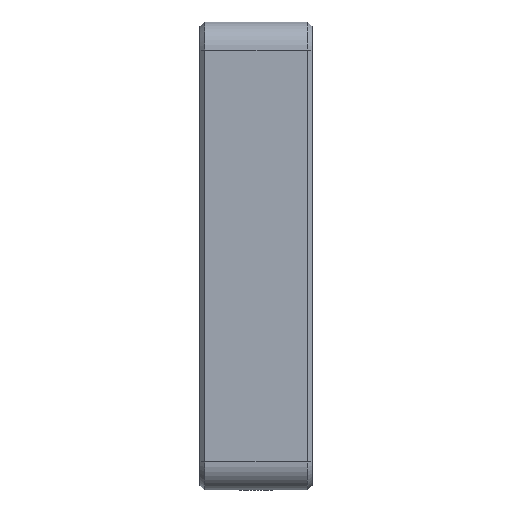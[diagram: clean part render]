
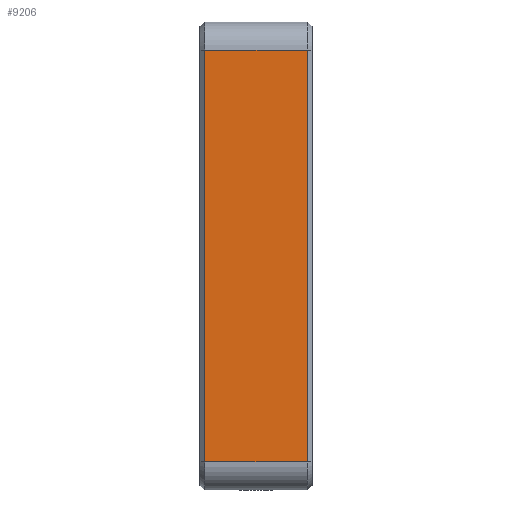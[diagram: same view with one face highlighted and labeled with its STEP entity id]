
A CAD part, front view. The second image highlights one B-rep face of the part: STEP entity #9206.
In plain terms, the highlighted planar face has unit normal (0, -1, 0).
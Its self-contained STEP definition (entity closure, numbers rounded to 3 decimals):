
#196 = CARTESIAN_POINT ( 'NONE',  ( 3., -12.5, 11. ) ) ;
#229 = ORIENTED_EDGE ( 'NONE', *, *, #4711, .F. ) ;
#263 = DIRECTION ( 'NONE',  ( 0., 0., -1. ) ) ;
#326 = CARTESIAN_POINT ( 'NONE',  ( 2.75, -12.5, 11. ) ) ;
#672 = CARTESIAN_POINT ( 'NONE',  ( 2.75, -12.5, -11. ) ) ;
#685 = EDGE_LOOP ( 'NONE', ( #1981, #229, #3973, #7195 ) ) ;
#687 = LINE ( 'NONE', #4298, #4170 ) ;
#895 = FACE_OUTER_BOUND ( 'NONE', #685, .T. ) ;
#1920 = VERTEX_POINT ( 'NONE', #5573 ) ;
#1981 = ORIENTED_EDGE ( 'NONE', *, *, #9520, .F. ) ;
#2100 = CARTESIAN_POINT ( 'NONE',  ( 2.75, -12.5, 0. ) ) ;
#2313 = VERTEX_POINT ( 'NONE', #672 ) ;
#2331 = LINE ( 'NONE', #2100, #8086 ) ;
#2955 = CARTESIAN_POINT ( 'NONE',  ( -2.75, -12.5, 12.5 ) ) ;
#2981 = LINE ( 'NONE', #196, #8263 ) ;
#3037 = DIRECTION ( 'NONE',  ( 1., 0., 0. ) ) ;
#3253 = EDGE_CURVE ( 'NONE', #5059, #2313, #2331, .T. ) ;
#3697 = CARTESIAN_POINT ( 'NONE',  ( -2.75, -12.5, -11. ) ) ;
#3973 = ORIENTED_EDGE ( 'NONE', *, *, #3253, .F. ) ;
#3995 = AXIS2_PLACEMENT_3D ( 'NONE', #9896, #9015, #9714 ) ;
#4170 = VECTOR ( 'NONE', #7864, 1000. ) ;
#4298 = CARTESIAN_POINT ( 'NONE',  ( 3., -12.5, -11. ) ) ;
#4711 = EDGE_CURVE ( 'NONE', #2313, #8386, #687, .T. ) ;
#4955 = LINE ( 'NONE', #2955, #5883 ) ;
#5059 = VERTEX_POINT ( 'NONE', #326 ) ;
#5573 = CARTESIAN_POINT ( 'NONE',  ( -2.75, -12.5, 11. ) ) ;
#5883 = VECTOR ( 'NONE', #8392, 1000. ) ;
#6140 = EDGE_CURVE ( 'NONE', #1920, #5059, #2981, .T. ) ;
#7195 = ORIENTED_EDGE ( 'NONE', *, *, #6140, .F. ) ;
#7864 = DIRECTION ( 'NONE',  ( -1., 0., 0. ) ) ;
#8086 = VECTOR ( 'NONE', #263, 1000. ) ;
#8263 = VECTOR ( 'NONE', #3037, 1000. ) ;
#8386 = VERTEX_POINT ( 'NONE', #3697 ) ;
#8392 = DIRECTION ( 'NONE',  ( 0., 0., 1. ) ) ;
#9015 = DIRECTION ( 'NONE',  ( 0., 1., 0. ) ) ;
#9206 = ADVANCED_FACE ( 'NONE', ( #895 ), #10721, .F. ) ;
#9520 = EDGE_CURVE ( 'NONE', #8386, #1920, #4955, .T. ) ;
#9714 = DIRECTION ( 'NONE',  ( 0., 0., 1. ) ) ;
#9896 = CARTESIAN_POINT ( 'NONE',  ( 3., -12.5, 12.5 ) ) ;
#10721 = PLANE ( 'NONE',  #3995 ) ;
